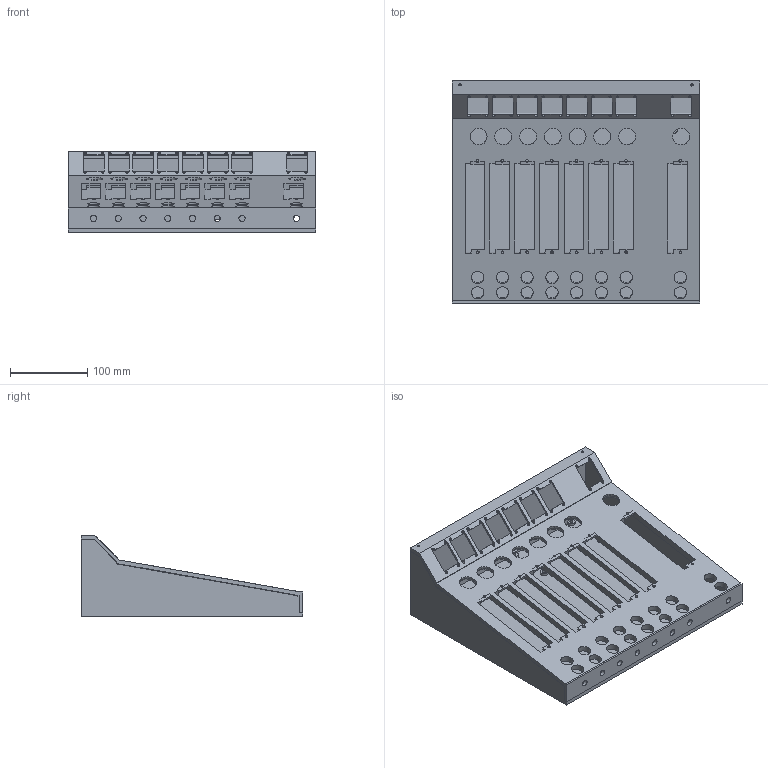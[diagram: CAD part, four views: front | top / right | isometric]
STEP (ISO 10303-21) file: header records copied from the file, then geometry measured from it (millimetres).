
FILE_DESCRIPTION(/* description */ (''),/* implementation_level */ '2;1');
FILE_NAME(/* name */ 'FaderBoard Box.step',/* time_stamp */ '2023-07-12T02:42:59-05:00',/* author */ (''),/* organization */ (''),/* preprocessor_version */ 'ST-DEVELOPER v19.2',/* originating_system */ 'Autodesk Translation Framework v12.6.0.85',/* authorisation */ '');
FILE_SCHEMA (('AUTOMOTIVE_DESIGN { 1 0 10303 214 3 1 1 }'));
Length unit declared in the file: millimetre
Products named in the file (1): OBJ_PCB_mainboard
Bounding box: 320 x 287 x 105.42 mm (x, y, z)
Volume: 1165287.2 mm3; surface area: 488604.9 mm2
Topology: 2 solids, 2 shells, 427 faces, 1331 edges, 872 vertices
Faces by surface type: plane 290, cylinder 121, bspline 16
Full cylindrical faces by diameter (mm): 3 x6, 3.5 x48, 4 x15, 8 x8, 10 x2, 16 x16, 17 x1, 22 x8
Entity records: 17864 total; most frequent: CARTESIAN_POINT 5521, ORIENTED_EDGE 2662, DIRECTION 2378, EDGE_CURVE 1331, LINE 958, VECTOR 958, VERTEX_POINT 872, AXIS2_PLACEMENT_3D 710
